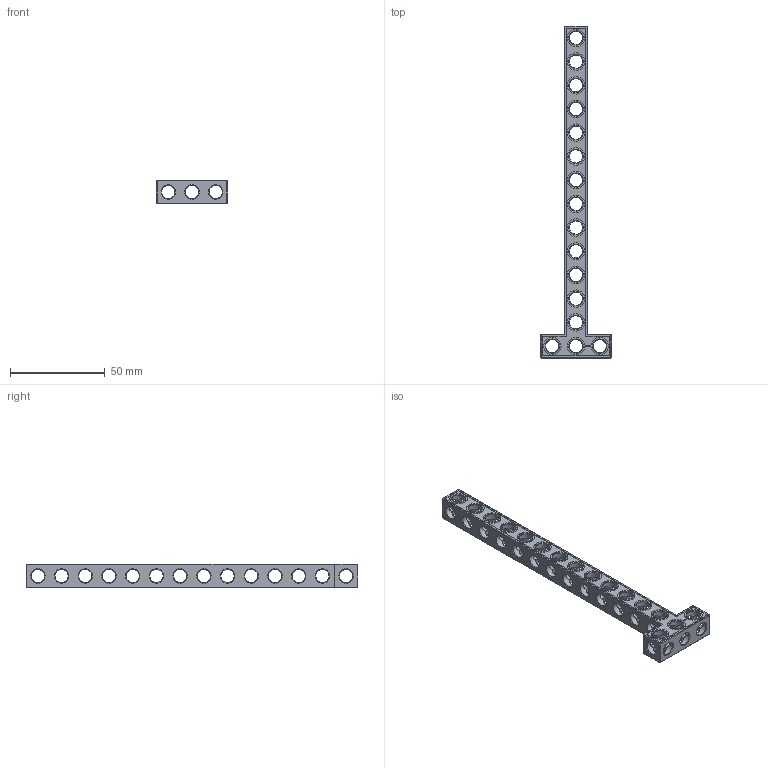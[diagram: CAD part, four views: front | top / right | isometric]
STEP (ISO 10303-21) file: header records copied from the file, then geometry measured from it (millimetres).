
FILE_DESCRIPTION(('FreeCAD Model'),'2;1');
FILE_NAME('Open CASCADE Shape Model','2021-08-07T21:30:41',( 'Paulo Kiefe'),('STEMFIE.org'),'Open CASCADE STEP processor 7.4', 'FreeCAD','Unknown');
FILE_SCHEMA(('AUTOMOTIVE_DESIGN { 1 0 10303 214 1 1 1 1 }'));
Products named in the file (1): Beam_TSH_SYM_ESS_BU03x14x01_-_SPN-BEM-1012_(stemfie.org)
Bounding box: 37.5 x 175 x 12.5 mm (x, y, z)
Volume: 15617.1 mm3; surface area: 14081.3 mm2
Topology: 1 solids, 1 shells, 684 faces, 2060 edges, 1362 vertices
Faces by surface type: plane 397, extrusion 124, cylinder 97, cone 66
Full cylindrical faces by diameter (mm): 7 x81, 9.2 x16
Entity records: 60805 total; most frequent: CARTESIAN_POINT 16888, DIRECTION 6562, VECTOR 4342, LINE 4218, ORIENTED_EDGE 4120, PCURVE 4120, DEFINITIONAL_REPRESENTATION 4120, EDGE_CURVE 2060
